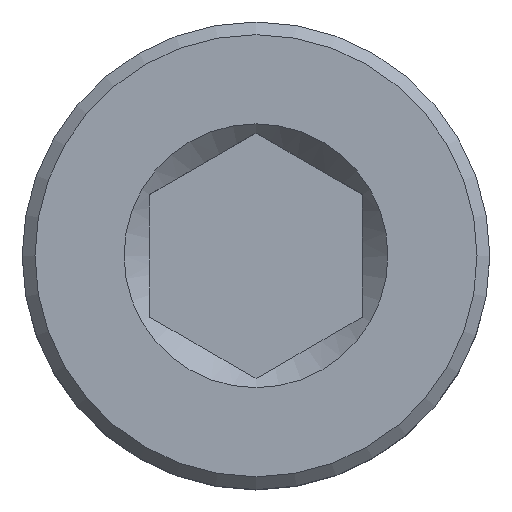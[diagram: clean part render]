
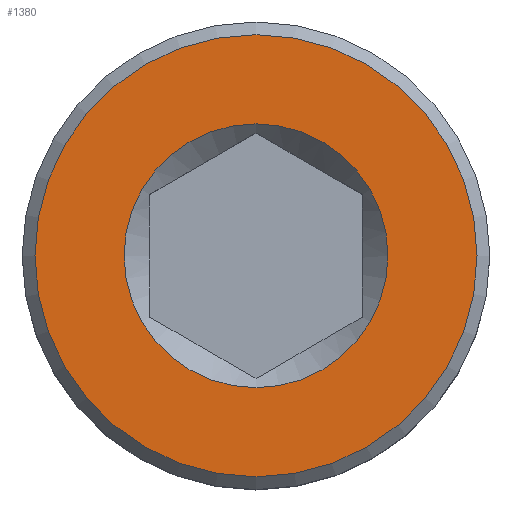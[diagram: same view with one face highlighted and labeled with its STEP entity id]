
A CAD part, top view. The second image highlights one B-rep face of the part: STEP entity #1380.
In plain terms, the highlighted planar face has unit normal (0, 0, 1).
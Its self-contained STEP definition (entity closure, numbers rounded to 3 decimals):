
#18=FACE_BOUND('',#240,.T.);
#20=PLANE('',#1487);
#161=FACE_OUTER_BOUND('',#239,.T.);
#239=EDGE_LOOP('',(#1099));
#240=EDGE_LOOP('',(#1100));
#260=CIRCLE('',#1474,1.552);
#262=CIRCLE('',#1477,2.6);
#603=VERTEX_POINT('',#4772);
#607=VERTEX_POINT('',#4789);
#803=EDGE_CURVE('',#603,#603,#260,.T.);
#809=EDGE_CURVE('',#607,#607,#262,.T.);
#1099=ORIENTED_EDGE('',*,*,#809,.F.);
#1100=ORIENTED_EDGE('',*,*,#803,.F.);
#1380=ADVANCED_FACE('',(#161,#18),#20,.T.);
#1474=AXIS2_PLACEMENT_3D('',#4774,#1693,#1694);
#1477=AXIS2_PLACEMENT_3D('',#4791,#1700,#1701);
#1487=AXIS2_PLACEMENT_3D('',#4807,#1722,#1723);
#1693=DIRECTION('center_axis',(0.,0.,1.));
#1694=DIRECTION('ref_axis',(1.,0.,0.));
#1700=DIRECTION('center_axis',(0.,0.,-1.));
#1701=DIRECTION('ref_axis',(0.,1.,0.));
#1722=DIRECTION('center_axis',(0.,0.,1.));
#1723=DIRECTION('ref_axis',(0.,-1.,0.));
#4772=CARTESIAN_POINT('',(-1.552,0.,8.5));
#4774=CARTESIAN_POINT('Origin',(0.,0.,8.5));
#4789=CARTESIAN_POINT('',(0.,-2.6,8.5));
#4791=CARTESIAN_POINT('Origin',(0.,0.,8.5));
#4807=CARTESIAN_POINT('Origin',(0.,0.,8.5));
